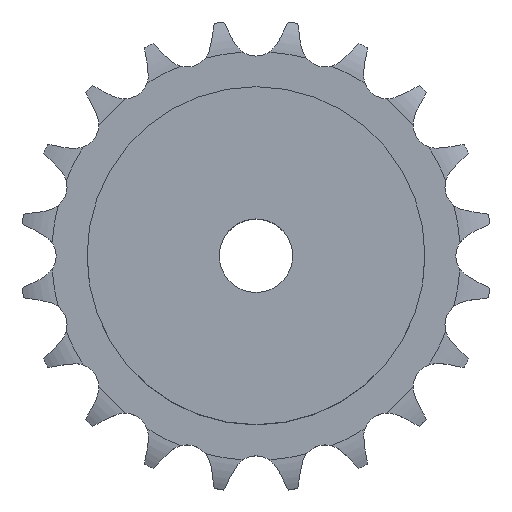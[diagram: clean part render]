
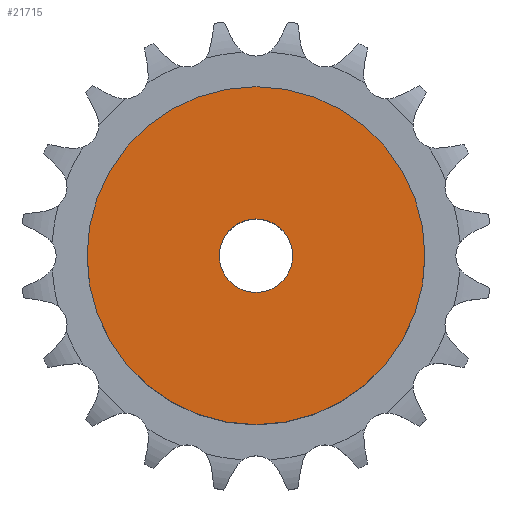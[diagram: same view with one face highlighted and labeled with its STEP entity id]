
A CAD part, top view. The second image highlights one B-rep face of the part: STEP entity #21715.
In plain terms, the highlighted planar face has unit normal (0, 0, 1).
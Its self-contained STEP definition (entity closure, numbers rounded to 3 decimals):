
#2889 = CYLINDRICAL_SURFACE('',#2890,23.);
#2890 = AXIS2_PLACEMENT_3D('',#2891,#2892,#2893);
#2891 = CARTESIAN_POINT('',(0.,0.,0.));
#2892 = DIRECTION('',(-0.,-0.,-1.));
#2893 = DIRECTION('',(1.,0.,0.));
#13952 = VERTEX_POINT('',#13953);
#13953 = CARTESIAN_POINT('',(23.,0.,28.));
#13974 = EDGE_CURVE('',#13952,#13952,#13975,.T.);
#13975 = SURFACE_CURVE('',#13976,(#13981,#13988),.PCURVE_S1.);
#13976 = CIRCLE('',#13977,23.);
#13977 = AXIS2_PLACEMENT_3D('',#13978,#13979,#13980);
#13978 = CARTESIAN_POINT('',(0.,0.,28.));
#13979 = DIRECTION('',(0.,0.,1.));
#13980 = DIRECTION('',(1.,0.,0.));
#13981 = PCURVE('',#2889,#13982);
#13982 = DEFINITIONAL_REPRESENTATION('',(#13983),#13987);
#13983 = LINE('',#13984,#13985);
#13984 = CARTESIAN_POINT('',(-0.,-28.));
#13985 = VECTOR('',#13986,1.);
#13986 = DIRECTION('',(-1.,0.));
#13987 = ( GEOMETRIC_REPRESENTATION_CONTEXT(2) 
PARAMETRIC_REPRESENTATION_CONTEXT() REPRESENTATION_CONTEXT('2D SPACE',''
  ) );
#13988 = PCURVE('',#13989,#13994);
#13989 = PLANE('',#13990);
#13990 = AXIS2_PLACEMENT_3D('',#13991,#13992,#13993);
#13991 = CARTESIAN_POINT('',(0.,0.,28.)
  );
#13992 = DIRECTION('',(0.,0.,1.));
#13993 = DIRECTION('',(1.,0.,0.));
#13994 = DEFINITIONAL_REPRESENTATION('',(#13995),#13999);
#13995 = CIRCLE('',#13996,23.);
#13996 = AXIS2_PLACEMENT_2D('',#13997,#13998);
#13997 = CARTESIAN_POINT('',(0.,0.));
#13998 = DIRECTION('',(1.,0.));
#13999 = ( GEOMETRIC_REPRESENTATION_CONTEXT(2) 
PARAMETRIC_REPRESENTATION_CONTEXT() REPRESENTATION_CONTEXT('2D SPACE',''
  ) );
#18493 = CYLINDRICAL_SURFACE('',#18494,5.);
#18494 = AXIS2_PLACEMENT_3D('',#18495,#18496,#18497);
#18495 = CARTESIAN_POINT('',(0.,0.,103.839));
#18496 = DIRECTION('',(0.,0.,1.));
#18497 = DIRECTION('',(1.,0.,0.));
#21715 = ADVANCED_FACE('',(#21716,#21719),#13989,.T.);
#21716 = FACE_BOUND('',#21717,.T.);
#21717 = EDGE_LOOP('',(#21718));
#21718 = ORIENTED_EDGE('',*,*,#13974,.T.);
#21719 = FACE_BOUND('',#21720,.T.);
#21720 = EDGE_LOOP('',(#21721));
#21721 = ORIENTED_EDGE('',*,*,#21722,.F.);
#21722 = EDGE_CURVE('',#21723,#21723,#21725,.T.);
#21723 = VERTEX_POINT('',#21724);
#21724 = CARTESIAN_POINT('',(5.,0.,28.));
#21725 = SURFACE_CURVE('',#21726,(#21731,#21738),.PCURVE_S1.);
#21726 = CIRCLE('',#21727,5.);
#21727 = AXIS2_PLACEMENT_3D('',#21728,#21729,#21730);
#21728 = CARTESIAN_POINT('',(0.,0.,28.));
#21729 = DIRECTION('',(0.,0.,1.));
#21730 = DIRECTION('',(1.,0.,0.));
#21731 = PCURVE('',#13989,#21732);
#21732 = DEFINITIONAL_REPRESENTATION('',(#21733),#21737);
#21733 = CIRCLE('',#21734,5.);
#21734 = AXIS2_PLACEMENT_2D('',#21735,#21736);
#21735 = CARTESIAN_POINT('',(0.,0.));
#21736 = DIRECTION('',(1.,0.));
#21737 = ( GEOMETRIC_REPRESENTATION_CONTEXT(2) 
PARAMETRIC_REPRESENTATION_CONTEXT() REPRESENTATION_CONTEXT('2D SPACE',''
  ) );
#21738 = PCURVE('',#18493,#21739);
#21739 = DEFINITIONAL_REPRESENTATION('',(#21740),#21744);
#21740 = LINE('',#21741,#21742);
#21741 = CARTESIAN_POINT('',(0.,-75.839));
#21742 = VECTOR('',#21743,1.);
#21743 = DIRECTION('',(1.,0.));
#21744 = ( GEOMETRIC_REPRESENTATION_CONTEXT(2) 
PARAMETRIC_REPRESENTATION_CONTEXT() REPRESENTATION_CONTEXT('2D SPACE',''
  ) );
